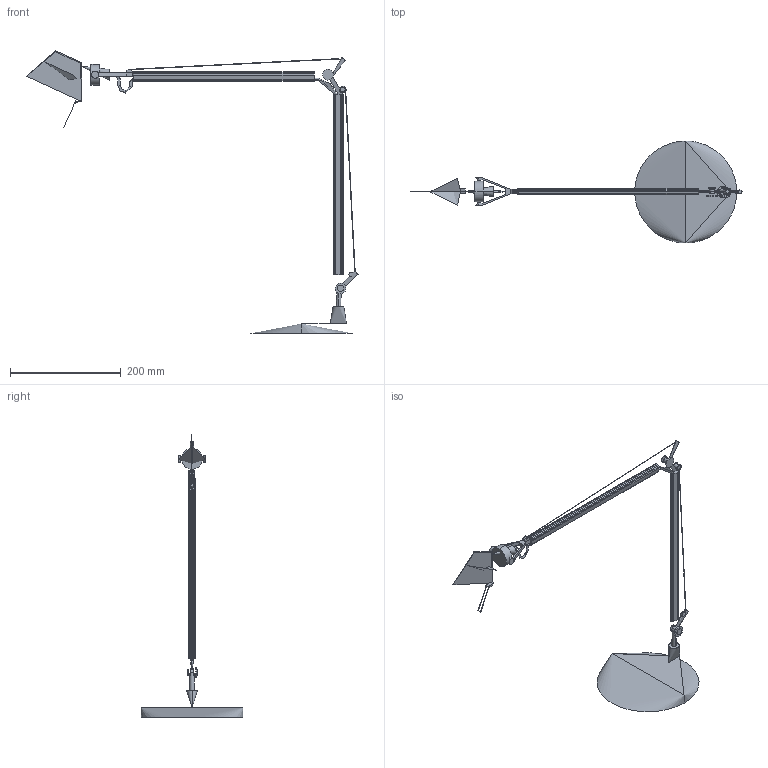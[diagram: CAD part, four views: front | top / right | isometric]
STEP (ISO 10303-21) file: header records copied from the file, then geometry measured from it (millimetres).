
FILE_DESCRIPTION(/* description */ (''),/* implementation_level */ '2;1');
FILE_NAME(/* name */ 'TOLOMEO MIDI',/* time_stamp */ '2013-10-23T14:53:11+02:00',/* author */ (''),/* organization */ (''),/* preprocessor_version */ 'ST-DEVELOPER v10',/* originating_system */ '',/* authorisation */ '');
FILE_SCHEMA (('AUTOMOTIVE_DESIGN'));
Length unit declared in the file: millimetre
Products named in the file (1): 1
Bounding box: 598.28 x 183.77 x 509.48 mm (x, y, z)
Volume: 618538.2 mm3; surface area: 168811.3 mm2
Topology: 20 solids, 30 shells, 316 faces, 904 edges, 643 vertices
Faces by surface type: plane 219, bspline 97
Entity records: 11214 total; most frequent: CARTESIAN_POINT 5475, ORIENTED_EDGE 1515, EDGE_CURVE 778, B_SPLINE_CURVE_WITH_KNOTS 672, VERTEX_POINT 505, EDGE_LOOP 322, ADVANCED_FACE 316, FACE_OUTER_BOUND 316
